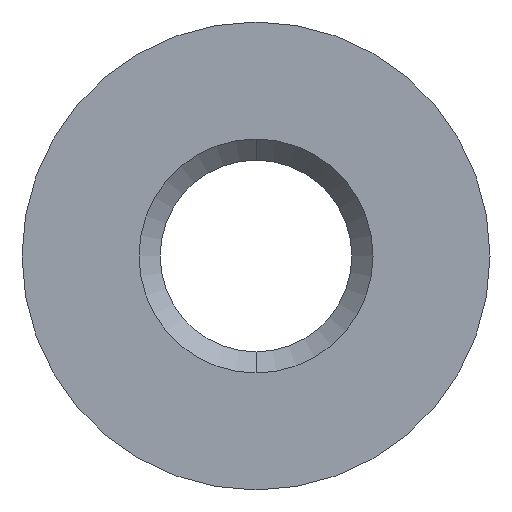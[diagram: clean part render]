
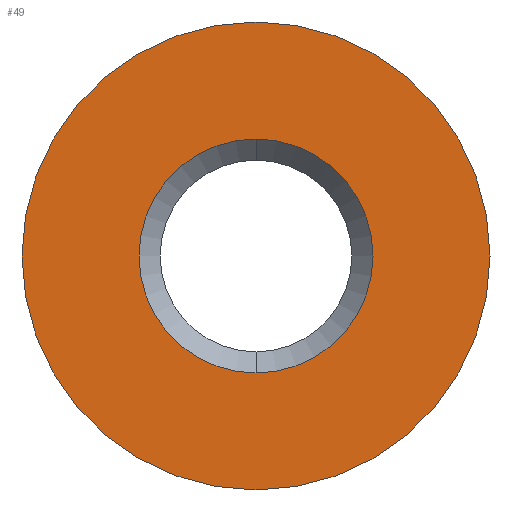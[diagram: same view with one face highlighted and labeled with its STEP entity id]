
A CAD part, front view. The second image highlights one B-rep face of the part: STEP entity #49.
In plain terms, the highlighted planar face has unit normal (0, -1, 0).
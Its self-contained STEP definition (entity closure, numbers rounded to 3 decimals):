
#11 = FACE_OUTER_BOUND ( 'NONE', #41, .T. ) ;
#15 = EDGE_CURVE ( 'NONE', #211, #213, #153, .T. ) ;
#20 = DIRECTION ( 'NONE',  ( 0., 0., -1. ) ) ;
#32 = CARTESIAN_POINT ( 'NONE',  ( 0., -30., -3. ) ) ;
#40 = CIRCLE ( 'NONE', #64, 3. ) ;
#41 = EDGE_LOOP ( 'NONE', ( #87, #42 ) ) ;
#42 = ORIENTED_EDGE ( 'NONE', *, *, #126, .T. ) ;
#46 = AXIS2_PLACEMENT_3D ( 'NONE', #86, #167, #20 ) ;
#49 = ADVANCED_FACE ( 'PLANAR_0', ( #11, #157 ), #154, .T. ) ;
#50 = CARTESIAN_POINT ( 'NONE',  ( 0., -30., 0. ) ) ;
#63 = CARTESIAN_POINT ( 'NONE',  ( 0., -30., 0. ) ) ;
#64 = AXIS2_PLACEMENT_3D ( 'NONE', #164, #226, #242 ) ;
#74 = CARTESIAN_POINT ( 'NONE',  ( 0., -30., 0. ) ) ;
#86 = CARTESIAN_POINT ( 'NONE',  ( 0., -30., 0. ) ) ;
#87 = ORIENTED_EDGE ( 'NONE', *, *, #223, .T. ) ;
#96 = VERTEX_POINT ( 'NONE', #182 ) ;
#99 = ORIENTED_EDGE ( 'NONE', *, *, #130, .T. ) ;
#100 = DIRECTION ( 'NONE',  ( 0., 0., -1. ) ) ;
#104 = AXIS2_PLACEMENT_3D ( 'NONE', #63, #239, #219 ) ;
#114 = CIRCLE ( 'NONE', #46, 6. ) ;
#126 = EDGE_CURVE ( 'NONE', #232, #96, #212, .T. ) ;
#130 = EDGE_CURVE ( 'NONE', #213, #211, #40, .T. ) ;
#145 = AXIS2_PLACEMENT_3D ( 'NONE', #50, #222, #100 ) ;
#153 = CIRCLE ( 'NONE', #201, 3. ) ;
#154 = PLANE ( 'NONE',  #104 ) ;
#156 = DIRECTION ( 'NONE',  ( 0., 0., 1. ) ) ;
#157 = FACE_BOUND ( 'NONE', #170, .T. ) ;
#164 = CARTESIAN_POINT ( 'NONE',  ( 0., -30., 0. ) ) ;
#167 = DIRECTION ( 'NONE',  ( 0., -1., 0. ) ) ;
#170 = EDGE_LOOP ( 'NONE', ( #99, #237 ) ) ;
#182 = CARTESIAN_POINT ( 'NONE',  ( 0., -30., 6. ) ) ;
#193 = CARTESIAN_POINT ( 'NONE',  ( 0., -30., -6. ) ) ;
#201 = AXIS2_PLACEMENT_3D ( 'NONE', #74, #203, #156 ) ;
#203 = DIRECTION ( 'NONE',  ( 0., 1., 0. ) ) ;
#208 = CARTESIAN_POINT ( 'NONE',  ( 0., -30., 3. ) ) ;
#211 = VERTEX_POINT ( 'NONE', #208 ) ;
#212 = CIRCLE ( 'NONE', #145, 6. ) ;
#213 = VERTEX_POINT ( 'NONE', #32 ) ;
#219 = DIRECTION ( 'NONE',  ( 0., 0., -1. ) ) ;
#222 = DIRECTION ( 'NONE',  ( 0., -1., 0. ) ) ;
#223 = EDGE_CURVE ( 'NONE', #96, #232, #114, .T. ) ;
#226 = DIRECTION ( 'NONE',  ( 0., 1., 0. ) ) ;
#232 = VERTEX_POINT ( 'NONE', #193 ) ;
#237 = ORIENTED_EDGE ( 'NONE', *, *, #15, .T. ) ;
#239 = DIRECTION ( 'NONE',  ( 0., -1., 0. ) ) ;
#242 = DIRECTION ( 'NONE',  ( 0., 0., 1. ) ) ;
